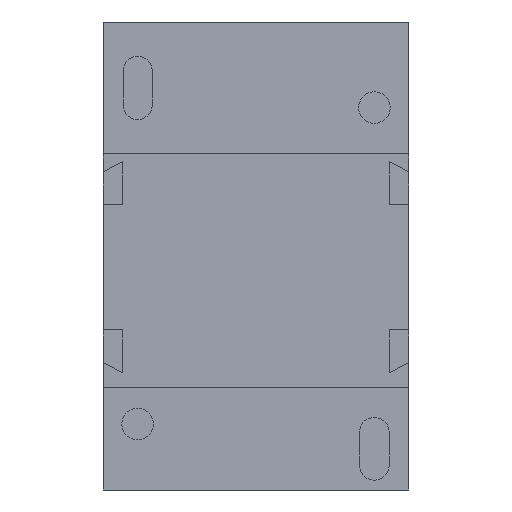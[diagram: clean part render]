
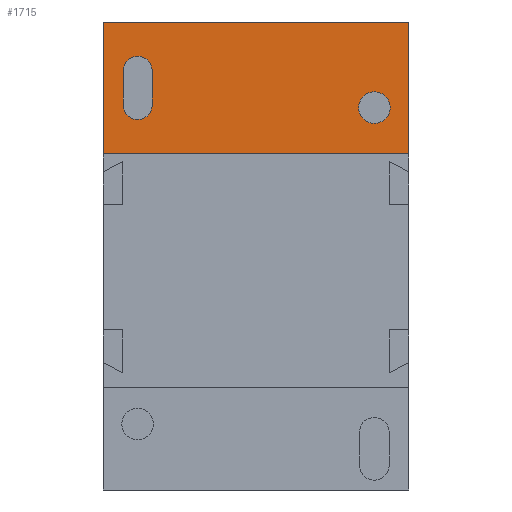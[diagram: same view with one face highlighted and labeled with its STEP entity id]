
A CAD part, front view. The second image highlights one B-rep face of the part: STEP entity #1715.
In plain terms, the highlighted planar face has unit normal (0, -1, 0).
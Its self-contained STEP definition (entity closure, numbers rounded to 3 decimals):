
#11 = CARTESIAN_POINT ( 'NONE',  ( 23.15, 0., 37.2 ) ) ;
#57 = CARTESIAN_POINT ( 'NONE',  ( -23.15, 0., 37.2 ) ) ;
#86 = DIRECTION ( 'NONE',  ( 0., -1., 0. ) ) ;
#144 = AXIS2_PLACEMENT_3D ( 'NONE', #4374, #2546, #4070 ) ;
#157 = ORIENTED_EDGE ( 'NONE', *, *, #3008, .T. ) ;
#184 = FACE_BOUND ( 'NONE', #421, .T. ) ;
#256 = VECTOR ( 'NONE', #1191, 1000. ) ;
#421 = EDGE_LOOP ( 'NONE', ( #5119, #2606, #6008, #2879, #817 ) ) ;
#571 = EDGE_LOOP ( 'NONE', ( #6329, #5120 ) ) ;
#624 = CARTESIAN_POINT ( 'NONE',  ( 23.15, 0., 17.2 ) ) ;
#779 = VECTOR ( 'NONE', #3428, 1000. ) ;
#810 = EDGE_CURVE ( 'NONE', #4045, #5544, #2044, .T. ) ;
#817 = ORIENTED_EDGE ( 'NONE', *, *, #5935, .F. ) ;
#824 = LINE ( 'NONE', #5854, #6281 ) ;
#865 = VECTOR ( 'NONE', #1374, 1000. ) ;
#873 = CIRCLE ( 'NONE', #3416, 2.2 ) ;
#896 = VECTOR ( 'NONE', #1583, 1000. ) ;
#942 = LINE ( 'NONE', #2427, #779 ) ;
#1102 = CIRCLE ( 'NONE', #5220, 2.2 ) ;
#1142 = FACE_BOUND ( 'NONE', #571, .T. ) ;
#1180 = CARTESIAN_POINT ( 'NONE',  ( 23.15, 0., 17.2 ) ) ;
#1191 = DIRECTION ( 'NONE',  ( 0., 0., -1. ) ) ;
#1225 = EDGE_CURVE ( 'NONE', #1582, #2766, #873, .T. ) ;
#1275 = AXIS2_PLACEMENT_3D ( 'NONE', #1180, #3065, #5641 ) ;
#1308 = CARTESIAN_POINT ( 'NONE',  ( -23.15, 0., 17.2 ) ) ;
#1374 = DIRECTION ( 'NONE',  ( 0., 0., -1. ) ) ;
#1448 = CARTESIAN_POINT ( 'NONE',  ( -20.15, 0., 24.6 ) ) ;
#1582 = VERTEX_POINT ( 'NONE', #2788 ) ;
#1583 = DIRECTION ( 'NONE',  ( -1., 0., 0. ) ) ;
#1715 = ADVANCED_FACE ( 'NONE', ( #1142, #184, #5144 ), #3201, .F. ) ;
#1738 = AXIS2_PLACEMENT_3D ( 'NONE', #5752, #6283, #4661 ) ;
#1755 = VERTEX_POINT ( 'NONE', #3162 ) ;
#2044 = CIRCLE ( 'NONE', #1738, 2.4 ) ;
#2055 = ORIENTED_EDGE ( 'NONE', *, *, #4020, .F. ) ;
#2084 = VERTEX_POINT ( 'NONE', #11 ) ;
#2167 = CARTESIAN_POINT ( 'NONE',  ( -17.95, 0., 22.4 ) ) ;
#2427 = CARTESIAN_POINT ( 'NONE',  ( 23.15, 0., 37.2 ) ) ;
#2546 = DIRECTION ( 'NONE',  ( 0., -1., 0. ) ) ;
#2606 = ORIENTED_EDGE ( 'NONE', *, *, #4142, .F. ) ;
#2635 = CARTESIAN_POINT ( 'NONE',  ( -17.95, 0., 24.6 ) ) ;
#2766 = VERTEX_POINT ( 'NONE', #4516 ) ;
#2788 = CARTESIAN_POINT ( 'NONE',  ( -15.75, 0., 29.8 ) ) ;
#2804 = LINE ( 'NONE', #1308, #865 ) ;
#2828 = DIRECTION ( 'NONE',  ( 0., -1., 0. ) ) ;
#2873 = VERTEX_POINT ( 'NONE', #2167 ) ;
#2879 = ORIENTED_EDGE ( 'NONE', *, *, #4430, .F. ) ;
#3008 = EDGE_CURVE ( 'NONE', #4412, #6320, #2804, .T. ) ;
#3065 = DIRECTION ( 'NONE',  ( 0., 1., 0. ) ) ;
#3162 = CARTESIAN_POINT ( 'NONE',  ( 23.15, 0., 17.2 ) ) ;
#3201 = PLANE ( 'NONE',  #1275 ) ;
#3330 = AXIS2_PLACEMENT_3D ( 'NONE', #4921, #6407, #5474 ) ;
#3416 = AXIS2_PLACEMENT_3D ( 'NONE', #6302, #2828, #5872 ) ;
#3428 = DIRECTION ( 'NONE',  ( -1., 0., 0. ) ) ;
#3633 = CIRCLE ( 'NONE', #144, 2.2 ) ;
#3732 = VERTEX_POINT ( 'NONE', #4872 ) ;
#3773 = DIRECTION ( 'NONE',  ( 0., 0., 1. ) ) ;
#3794 = EDGE_CURVE ( 'NONE', #2873, #5426, #3633, .T. ) ;
#3974 = CARTESIAN_POINT ( 'NONE',  ( 17.95, 0., 21.8 ) ) ;
#3975 = EDGE_CURVE ( 'NONE', #1755, #6320, #5584, .T. ) ;
#4020 = EDGE_CURVE ( 'NONE', #2084, #1755, #4199, .T. ) ;
#4041 = CARTESIAN_POINT ( 'NONE',  ( -15.75, 0., 24.6 ) ) ;
#4045 = VERTEX_POINT ( 'NONE', #6184 ) ;
#4070 = DIRECTION ( 'NONE',  ( 0., 0., -1. ) ) ;
#4142 = EDGE_CURVE ( 'NONE', #5426, #1582, #824, .T. ) ;
#4199 = LINE ( 'NONE', #624, #256 ) ;
#4374 = CARTESIAN_POINT ( 'NONE',  ( -17.95, 0., 24.6 ) ) ;
#4412 = VERTEX_POINT ( 'NONE', #57 ) ;
#4430 = EDGE_CURVE ( 'NONE', #3732, #2873, #1102, .T. ) ;
#4516 = CARTESIAN_POINT ( 'NONE',  ( -20.15, 0., 29.8 ) ) ;
#4630 = EDGE_CURVE ( 'NONE', #5544, #4045, #4700, .T. ) ;
#4661 = DIRECTION ( 'NONE',  ( 0., 0., -1. ) ) ;
#4700 = CIRCLE ( 'NONE', #3330, 2.4 ) ;
#4707 = EDGE_CURVE ( 'NONE', #2084, #4412, #942, .T. ) ;
#4872 = CARTESIAN_POINT ( 'NONE',  ( -20.15, 0., 24.6 ) ) ;
#4921 = CARTESIAN_POINT ( 'NONE',  ( 17.95, 0., 24.2 ) ) ;
#5117 = DIRECTION ( 'NONE',  ( 0., 0., -1. ) ) ;
#5119 = ORIENTED_EDGE ( 'NONE', *, *, #1225, .F. ) ;
#5120 = ORIENTED_EDGE ( 'NONE', *, *, #810, .F. ) ;
#5144 = FACE_OUTER_BOUND ( 'NONE', #5216, .T. ) ;
#5216 = EDGE_LOOP ( 'NONE', ( #157, #5507, #2055, #5431 ) ) ;
#5220 = AXIS2_PLACEMENT_3D ( 'NONE', #2635, #86, #5117 ) ;
#5225 = CARTESIAN_POINT ( 'NONE',  ( 23.15, 0., 17.2 ) ) ;
#5426 = VERTEX_POINT ( 'NONE', #4041 ) ;
#5431 = ORIENTED_EDGE ( 'NONE', *, *, #4707, .T. ) ;
#5459 = LINE ( 'NONE', #1448, #6446 ) ;
#5474 = DIRECTION ( 'NONE',  ( 0., 0., -1. ) ) ;
#5507 = ORIENTED_EDGE ( 'NONE', *, *, #3975, .F. ) ;
#5544 = VERTEX_POINT ( 'NONE', #3974 ) ;
#5584 = LINE ( 'NONE', #5225, #896 ) ;
#5641 = DIRECTION ( 'NONE',  ( 0., 0., 1. ) ) ;
#5752 = CARTESIAN_POINT ( 'NONE',  ( 17.95, 0., 24.2 ) ) ;
#5854 = CARTESIAN_POINT ( 'NONE',  ( -15.75, 0., 24.6 ) ) ;
#5872 = DIRECTION ( 'NONE',  ( 0., 0., -1. ) ) ;
#5935 = EDGE_CURVE ( 'NONE', #2766, #3732, #5459, .T. ) ;
#6008 = ORIENTED_EDGE ( 'NONE', *, *, #3794, .F. ) ;
#6038 = CARTESIAN_POINT ( 'NONE',  ( -23.15, 0., 17.2 ) ) ;
#6184 = CARTESIAN_POINT ( 'NONE',  ( 17.95, 0., 26.6 ) ) ;
#6281 = VECTOR ( 'NONE', #3773, 1000. ) ;
#6283 = DIRECTION ( 'NONE',  ( 0., -1., 0. ) ) ;
#6302 = CARTESIAN_POINT ( 'NONE',  ( -17.95, 0., 29.8 ) ) ;
#6320 = VERTEX_POINT ( 'NONE', #6038 ) ;
#6329 = ORIENTED_EDGE ( 'NONE', *, *, #4630, .F. ) ;
#6407 = DIRECTION ( 'NONE',  ( 0., -1., 0. ) ) ;
#6446 = VECTOR ( 'NONE', #6510, 1000. ) ;
#6510 = DIRECTION ( 'NONE',  ( 0., 0., -1. ) ) ;
